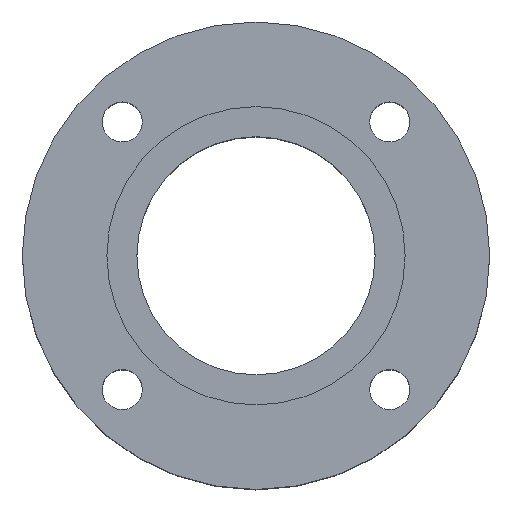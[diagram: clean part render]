
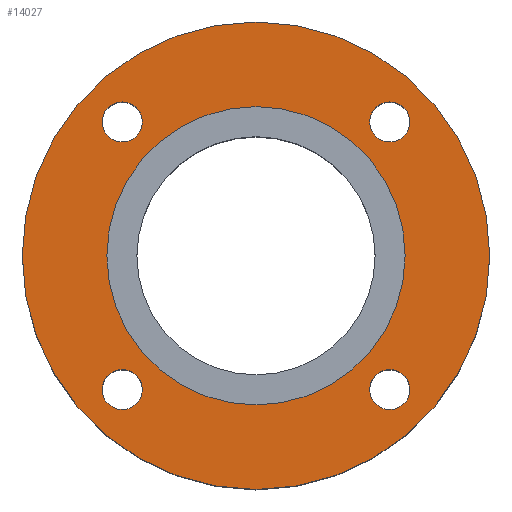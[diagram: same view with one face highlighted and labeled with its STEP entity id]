
A CAD part, top view. The second image highlights one B-rep face of the part: STEP entity #14027.
In plain terms, the highlighted planar face has unit normal (0, 0, 1).
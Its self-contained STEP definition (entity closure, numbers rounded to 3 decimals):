
#112 = CARTESIAN_POINT ( 'NONE',  ( 0., 67., -0.5 ) ) ;
#443 = DIRECTION ( 'NONE',  ( 0., -1., 0. ) ) ;
#640 = CARTESIAN_POINT ( 'NONE',  ( -69.104, 60.104, -0.5 ) ) ;
#698 = CIRCLE ( 'NONE', #15550, 9. ) ;
#811 = CARTESIAN_POINT ( 'NONE',  ( -105., 0., -0.5 ) ) ;
#1680 = AXIS2_PLACEMENT_3D ( 'NONE', #3679, #9705, #443 ) ;
#1908 = EDGE_LOOP ( 'NONE', ( #17189, #21503 ) ) ;
#2091 = DIRECTION ( 'NONE',  ( 0., 0., 1. ) ) ;
#2260 = CARTESIAN_POINT ( 'NONE',  ( -60.104, -60.104, -0.5 ) ) ;
#2461 = CARTESIAN_POINT ( 'NONE',  ( 60.104, 60.104, -0.5 ) ) ;
#2891 = EDGE_LOOP ( 'NONE', ( #13241, #18389 ) ) ;
#3033 = CARTESIAN_POINT ( 'NONE',  ( -60.104, -60.104, -0.5 ) ) ;
#3237 = AXIS2_PLACEMENT_3D ( 'NONE', #9866, #5383, #21543 ) ;
#3248 = CARTESIAN_POINT ( 'NONE',  ( 51.104, 60.104, -0.5 ) ) ;
#3359 = VERTEX_POINT ( 'NONE', #26918 ) ;
#3423 = EDGE_CURVE ( 'NONE', #27055, #12849, #698, .T. ) ;
#3651 = AXIS2_PLACEMENT_3D ( 'NONE', #24853, #2091, #18111 ) ;
#3679 = CARTESIAN_POINT ( 'NONE',  ( 60.104, -60.104, -0.5 ) ) ;
#3949 = AXIS2_PLACEMENT_3D ( 'NONE', #23541, #9610, #25653 ) ;
#4161 = FACE_BOUND ( 'NONE', #20512, .T. ) ;
#4747 = FACE_BOUND ( 'NONE', #25696, .T. ) ;
#5025 = CARTESIAN_POINT ( 'NONE',  ( 105., 0., -0.5 ) ) ;
#5335 = EDGE_CURVE ( 'NONE', #27012, #20044, #14583, .T. ) ;
#5383 = DIRECTION ( 'NONE',  ( 0., 0., 1. ) ) ;
#5483 = CIRCLE ( 'NONE', #8831, 9. ) ;
#6067 = AXIS2_PLACEMENT_3D ( 'NONE', #8861, #8561, #18003 ) ;
#6326 = CARTESIAN_POINT ( 'NONE',  ( 67., 0., -0.5 ) ) ;
#6419 = VERTEX_POINT ( 'NONE', #811 ) ;
#6841 = DIRECTION ( 'NONE',  ( 1., 0., 0. ) ) ;
#7302 = CARTESIAN_POINT ( 'NONE',  ( -51.104, 60.104, -0.5 ) ) ;
#7421 = VERTEX_POINT ( 'NONE', #8850 ) ;
#7960 = EDGE_LOOP ( 'NONE', ( #26898, #25998 ) ) ;
#8561 = DIRECTION ( 'NONE',  ( 0., 0., 1. ) ) ;
#8792 = DIRECTION ( 'NONE',  ( 0., 1., 0. ) ) ;
#8831 = AXIS2_PLACEMENT_3D ( 'NONE', #3033, #23103, #11868 ) ;
#8850 = CARTESIAN_POINT ( 'NONE',  ( 69.104, 60.104, -0.5 ) ) ;
#8861 = CARTESIAN_POINT ( 'NONE',  ( 0., 0., -0.5 ) ) ;
#8963 = CIRCLE ( 'NONE', #3237, 9. ) ;
#9321 = DIRECTION ( 'NONE',  ( 0., 0., 1. ) ) ;
#9374 = FACE_BOUND ( 'NONE', #18491, .T. ) ;
#9513 = CARTESIAN_POINT ( 'NONE',  ( 0., 0., -0.5 ) ) ;
#9610 = DIRECTION ( 'NONE',  ( 0., 0., 1. ) ) ;
#9657 = DIRECTION ( 'NONE',  ( 0., 0., 1. ) ) ;
#9705 = DIRECTION ( 'NONE',  ( 0., 0., 1. ) ) ;
#9725 = EDGE_CURVE ( 'NONE', #17340, #6419, #28810, .T. ) ;
#9729 = CIRCLE ( 'NONE', #16437, 105. ) ;
#9866 = CARTESIAN_POINT ( 'NONE',  ( 60.104, -60.104, -0.5 ) ) ;
#9906 = CARTESIAN_POINT ( 'NONE',  ( -60.104, 60.104, -0.5 ) ) ;
#10134 = DIRECTION ( 'NONE',  ( 0., 0., 1. ) ) ;
#11436 = EDGE_CURVE ( 'NONE', #12849, #27055, #23127, .T. ) ;
#11732 = DIRECTION ( 'NONE',  ( 1., 0., 0. ) ) ;
#11799 = CIRCLE ( 'NONE', #3651, 9. ) ;
#11868 = DIRECTION ( 'NONE',  ( -1., 0., 0. ) ) ;
#11888 = CIRCLE ( 'NONE', #23371, 67. ) ;
#12115 = EDGE_CURVE ( 'NONE', #6419, #17340, #9729, .T. ) ;
#12344 = ORIENTED_EDGE ( 'NONE', *, *, #3423, .F. ) ;
#12680 = CARTESIAN_POINT ( 'NONE',  ( 0., 0., -0.5 ) ) ;
#12849 = VERTEX_POINT ( 'NONE', #7302 ) ;
#13241 = ORIENTED_EDGE ( 'NONE', *, *, #20691, .F. ) ;
#13296 = PLANE ( 'NONE',  #14026 ) ;
#13590 = DIRECTION ( 'NONE',  ( -1., 0., 0. ) ) ;
#14026 = AXIS2_PLACEMENT_3D ( 'NONE', #112, #27662, #13590 ) ;
#14027 = ADVANCED_FACE ( 'NONE', ( #9374, #24974, #4747, #24676, #4161, #20615 ), #13296, .F. ) ;
#14578 = VERTEX_POINT ( 'NONE', #6326 ) ;
#14583 = CIRCLE ( 'NONE', #1680, 9. ) ;
#15550 = AXIS2_PLACEMENT_3D ( 'NONE', #29316, #17477, #8792 ) ;
#15628 = AXIS2_PLACEMENT_3D ( 'NONE', #2260, #25014, #25454 ) ;
#16196 = CIRCLE ( 'NONE', #6067, 67. ) ;
#16338 = EDGE_CURVE ( 'NONE', #3359, #23202, #5483, .T. ) ;
#16437 = AXIS2_PLACEMENT_3D ( 'NONE', #12680, #10134, #16894 ) ;
#16894 = DIRECTION ( 'NONE',  ( 1., 0., 0. ) ) ;
#17189 = ORIENTED_EDGE ( 'NONE', *, *, #9725, .T. ) ;
#17340 = VERTEX_POINT ( 'NONE', #5025 ) ;
#17477 = DIRECTION ( 'NONE',  ( 0., 0., 1. ) ) ;
#18003 = DIRECTION ( 'NONE',  ( 1., 0., 0. ) ) ;
#18006 = EDGE_CURVE ( 'NONE', #23176, #14578, #11888, .T. ) ;
#18111 = DIRECTION ( 'NONE',  ( 1., 0., 0. ) ) ;
#18313 = ORIENTED_EDGE ( 'NONE', *, *, #27233, .F. ) ;
#18389 = ORIENTED_EDGE ( 'NONE', *, *, #16338, .F. ) ;
#18491 = EDGE_LOOP ( 'NONE', ( #23870, #25436 ) ) ;
#19366 = EDGE_CURVE ( 'NONE', #7421, #24014, #21298, .T. ) ;
#19516 = ORIENTED_EDGE ( 'NONE', *, *, #18006, .F. ) ;
#19778 = ORIENTED_EDGE ( 'NONE', *, *, #11436, .F. ) ;
#19886 = AXIS2_PLACEMENT_3D ( 'NONE', #2461, #27187, #11732 ) ;
#20044 = VERTEX_POINT ( 'NONE', #29472 ) ;
#20512 = EDGE_LOOP ( 'NONE', ( #18313, #19516 ) ) ;
#20615 = FACE_OUTER_BOUND ( 'NONE', #1908, .T. ) ;
#20691 = EDGE_CURVE ( 'NONE', #23202, #3359, #29473, .T. ) ;
#21204 = AXIS2_PLACEMENT_3D ( 'NONE', #9906, #9321, #27465 ) ;
#21298 = CIRCLE ( 'NONE', #19886, 9. ) ;
#21503 = ORIENTED_EDGE ( 'NONE', *, *, #12115, .T. ) ;
#21543 = DIRECTION ( 'NONE',  ( 0., -1., 0. ) ) ;
#22660 = EDGE_CURVE ( 'NONE', #24014, #7421, #11799, .T. ) ;
#23103 = DIRECTION ( 'NONE',  ( 0., 0., 1. ) ) ;
#23127 = CIRCLE ( 'NONE', #21204, 9. ) ;
#23176 = VERTEX_POINT ( 'NONE', #23369 ) ;
#23202 = VERTEX_POINT ( 'NONE', #26870 ) ;
#23369 = CARTESIAN_POINT ( 'NONE',  ( -67., 0., -0.5 ) ) ;
#23371 = AXIS2_PLACEMENT_3D ( 'NONE', #9513, #9657, #6841 ) ;
#23541 = CARTESIAN_POINT ( 'NONE',  ( 0., 0., -0.5 ) ) ;
#23870 = ORIENTED_EDGE ( 'NONE', *, *, #5335, .F. ) ;
#24014 = VERTEX_POINT ( 'NONE', #3248 ) ;
#24676 = FACE_BOUND ( 'NONE', #7960, .T. ) ;
#24853 = CARTESIAN_POINT ( 'NONE',  ( 60.104, 60.104, -0.5 ) ) ;
#24974 = FACE_BOUND ( 'NONE', #2891, .T. ) ;
#25014 = DIRECTION ( 'NONE',  ( 0., 0., 1. ) ) ;
#25436 = ORIENTED_EDGE ( 'NONE', *, *, #25565, .F. ) ;
#25454 = DIRECTION ( 'NONE',  ( -1., 0., 0. ) ) ;
#25565 = EDGE_CURVE ( 'NONE', #20044, #27012, #8963, .T. ) ;
#25653 = DIRECTION ( 'NONE',  ( 1., 0., 0. ) ) ;
#25696 = EDGE_LOOP ( 'NONE', ( #19778, #12344 ) ) ;
#25998 = ORIENTED_EDGE ( 'NONE', *, *, #22660, .F. ) ;
#26870 = CARTESIAN_POINT ( 'NONE',  ( -51.104, -60.104, -0.5 ) ) ;
#26898 = ORIENTED_EDGE ( 'NONE', *, *, #19366, .F. ) ;
#26918 = CARTESIAN_POINT ( 'NONE',  ( -69.104, -60.104, -0.5 ) ) ;
#27012 = VERTEX_POINT ( 'NONE', #28486 ) ;
#27055 = VERTEX_POINT ( 'NONE', #640 ) ;
#27187 = DIRECTION ( 'NONE',  ( 0., 0., 1. ) ) ;
#27233 = EDGE_CURVE ( 'NONE', #14578, #23176, #16196, .T. ) ;
#27465 = DIRECTION ( 'NONE',  ( 0., 1., 0. ) ) ;
#27662 = DIRECTION ( 'NONE',  ( 0., 0., -1. ) ) ;
#28486 = CARTESIAN_POINT ( 'NONE',  ( 69.104, -60.104, -0.5 ) ) ;
#28810 = CIRCLE ( 'NONE', #3949, 105. ) ;
#29316 = CARTESIAN_POINT ( 'NONE',  ( -60.104, 60.104, -0.5 ) ) ;
#29472 = CARTESIAN_POINT ( 'NONE',  ( 51.104, -60.104, -0.5 ) ) ;
#29473 = CIRCLE ( 'NONE', #15628, 9. ) ;
